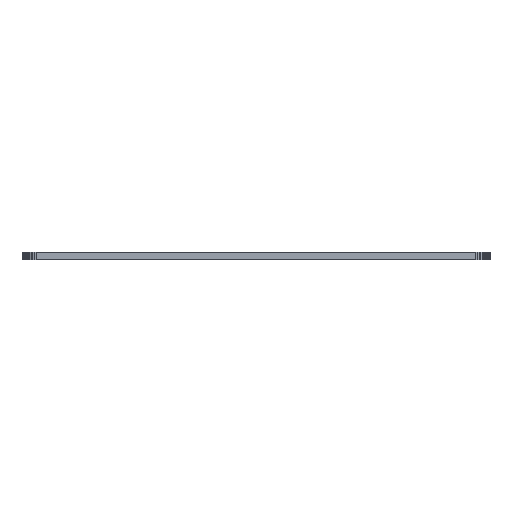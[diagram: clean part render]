
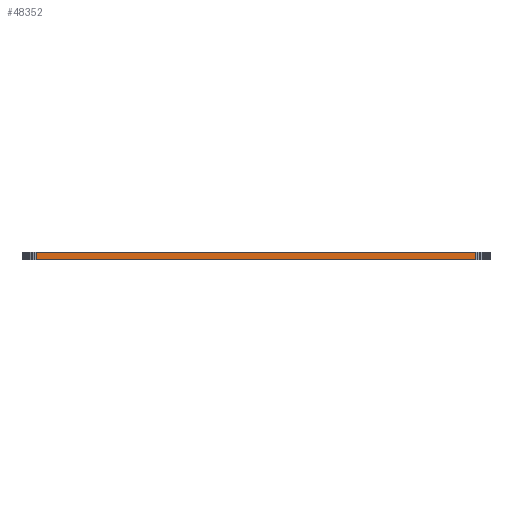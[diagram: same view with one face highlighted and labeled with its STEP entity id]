
A CAD part, left-side view. The second image highlights one B-rep face of the part: STEP entity #48352.
In plain terms, the highlighted planar face has unit normal (-1, 0, 0).
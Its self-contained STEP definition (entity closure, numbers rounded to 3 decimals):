
#90 = PLANE('',#91);
#91 = AXIS2_PLACEMENT_3D('',#92,#93,#94);
#92 = CARTESIAN_POINT('',(147.9,-105.1,1.6));
#93 = DIRECTION('',(-0.,-0.,-1.));
#94 = DIRECTION('',(-1.,0.,0.));
#144 = PLANE('',#145);
#145 = AXIS2_PLACEMENT_3D('',#146,#147,#148);
#146 = CARTESIAN_POINT('',(147.9,-105.1,0.));
#147 = DIRECTION('',(-0.,-0.,-1.));
#148 = DIRECTION('',(-1.,0.,0.));
#1429 = VERTEX_POINT('',#1430);
#1430 = CARTESIAN_POINT('',(67.9,-152.1,0.));
#1444 = PLANE('',#1445);
#1445 = AXIS2_PLACEMENT_3D('',#1446,#1447,#1448);
#1446 = CARTESIAN_POINT('',(67.919,-152.436,0.));
#1447 = DIRECTION('',(-0.998,-0.056,0.));
#1448 = DIRECTION('',(-0.056,0.998,0.));
#1456 = EDGE_CURVE('',#1429,#1457,#1459,.T.);
#1457 = VERTEX_POINT('',#1458);
#1458 = CARTESIAN_POINT('',(67.9,-58.1,0.));
#1459 = SURFACE_CURVE('',#1460,(#1464,#1471),.PCURVE_S1.);
#1460 = LINE('',#1461,#1462);
#1461 = CARTESIAN_POINT('',(67.9,-152.1,0.));
#1462 = VECTOR('',#1463,1.);
#1463 = DIRECTION('',(0.,1.,0.));
#1464 = PCURVE('',#144,#1465);
#1465 = DEFINITIONAL_REPRESENTATION('',(#1466),#1470);
#1466 = LINE('',#1467,#1468);
#1467 = CARTESIAN_POINT('',(80.,-47.));
#1468 = VECTOR('',#1469,1.);
#1469 = DIRECTION('',(0.,1.));
#1470 = ( GEOMETRIC_REPRESENTATION_CONTEXT(2) 
PARAMETRIC_REPRESENTATION_CONTEXT() REPRESENTATION_CONTEXT('2D SPACE',''
  ) );
#1471 = PCURVE('',#1472,#1477);
#1472 = PLANE('',#1473);
#1473 = AXIS2_PLACEMENT_3D('',#1474,#1475,#1476);
#1474 = CARTESIAN_POINT('',(67.9,-152.1,0.));
#1475 = DIRECTION('',(-1.,0.,0.));
#1476 = DIRECTION('',(0.,1.,0.));
#1477 = DEFINITIONAL_REPRESENTATION('',(#1478),#1482);
#1478 = LINE('',#1479,#1480);
#1479 = CARTESIAN_POINT('',(0.,0.));
#1480 = VECTOR('',#1481,1.);
#1481 = DIRECTION('',(1.,0.));
#1482 = ( GEOMETRIC_REPRESENTATION_CONTEXT(2) 
PARAMETRIC_REPRESENTATION_CONTEXT() REPRESENTATION_CONTEXT('2D SPACE',''
  ) );
#1500 = PLANE('',#1501);
#1501 = AXIS2_PLACEMENT_3D('',#1502,#1503,#1504);
#1502 = CARTESIAN_POINT('',(67.9,-58.1,0.));
#1503 = DIRECTION('',(-0.998,0.056,0.));
#1504 = DIRECTION('',(0.056,0.998,0.));
#26694 = VERTEX_POINT('',#26695);
#26695 = CARTESIAN_POINT('',(67.9,-152.1,1.6));
#26716 = EDGE_CURVE('',#26694,#26717,#26719,.T.);
#26717 = VERTEX_POINT('',#26718);
#26718 = CARTESIAN_POINT('',(67.9,-58.1,1.6));
#26719 = SURFACE_CURVE('',#26720,(#26724,#26731),.PCURVE_S1.);
#26720 = LINE('',#26721,#26722);
#26721 = CARTESIAN_POINT('',(67.9,-152.1,1.6));
#26722 = VECTOR('',#26723,1.);
#26723 = DIRECTION('',(0.,1.,0.));
#26724 = PCURVE('',#90,#26725);
#26725 = DEFINITIONAL_REPRESENTATION('',(#26726),#26730);
#26726 = LINE('',#26727,#26728);
#26727 = CARTESIAN_POINT('',(80.,-47.));
#26728 = VECTOR('',#26729,1.);
#26729 = DIRECTION('',(0.,1.));
#26730 = ( GEOMETRIC_REPRESENTATION_CONTEXT(2) 
PARAMETRIC_REPRESENTATION_CONTEXT() REPRESENTATION_CONTEXT('2D SPACE',''
  ) );
#26731 = PCURVE('',#1472,#26732);
#26732 = DEFINITIONAL_REPRESENTATION('',(#26733),#26737);
#26733 = LINE('',#26734,#26735);
#26734 = CARTESIAN_POINT('',(0.,-1.6));
#26735 = VECTOR('',#26736,1.);
#26736 = DIRECTION('',(1.,0.));
#26737 = ( GEOMETRIC_REPRESENTATION_CONTEXT(2) 
PARAMETRIC_REPRESENTATION_CONTEXT() REPRESENTATION_CONTEXT('2D SPACE',''
  ) );
#48302 = EDGE_CURVE('',#1457,#26717,#48303,.T.);
#48303 = SURFACE_CURVE('',#48304,(#48308,#48315),.PCURVE_S1.);
#48304 = LINE('',#48305,#48306);
#48305 = CARTESIAN_POINT('',(67.9,-58.1,0.));
#48306 = VECTOR('',#48307,1.);
#48307 = DIRECTION('',(0.,0.,1.));
#48308 = PCURVE('',#1500,#48309);
#48309 = DEFINITIONAL_REPRESENTATION('',(#48310),#48314);
#48310 = LINE('',#48311,#48312);
#48311 = CARTESIAN_POINT('',(0.,0.));
#48312 = VECTOR('',#48313,1.);
#48313 = DIRECTION('',(0.,-1.));
#48314 = ( GEOMETRIC_REPRESENTATION_CONTEXT(2) 
PARAMETRIC_REPRESENTATION_CONTEXT() REPRESENTATION_CONTEXT('2D SPACE',''
  ) );
#48315 = PCURVE('',#1472,#48316);
#48316 = DEFINITIONAL_REPRESENTATION('',(#48317),#48321);
#48317 = LINE('',#48318,#48319);
#48318 = CARTESIAN_POINT('',(94.,0.));
#48319 = VECTOR('',#48320,1.);
#48320 = DIRECTION('',(0.,-1.));
#48321 = ( GEOMETRIC_REPRESENTATION_CONTEXT(2) 
PARAMETRIC_REPRESENTATION_CONTEXT() REPRESENTATION_CONTEXT('2D SPACE',''
  ) );
#48352 = ADVANCED_FACE('',(#48353),#1472,.T.);
#48353 = FACE_BOUND('',#48354,.T.);
#48354 = EDGE_LOOP('',(#48355,#48376,#48377,#48378));
#48355 = ORIENTED_EDGE('',*,*,#48356,.T.);
#48356 = EDGE_CURVE('',#1429,#26694,#48357,.T.);
#48357 = SURFACE_CURVE('',#48358,(#48362,#48369),.PCURVE_S1.);
#48358 = LINE('',#48359,#48360);
#48359 = CARTESIAN_POINT('',(67.9,-152.1,0.));
#48360 = VECTOR('',#48361,1.);
#48361 = DIRECTION('',(0.,0.,1.));
#48362 = PCURVE('',#1472,#48363);
#48363 = DEFINITIONAL_REPRESENTATION('',(#48364),#48368);
#48364 = LINE('',#48365,#48366);
#48365 = CARTESIAN_POINT('',(0.,0.));
#48366 = VECTOR('',#48367,1.);
#48367 = DIRECTION('',(0.,-1.));
#48368 = ( GEOMETRIC_REPRESENTATION_CONTEXT(2) 
PARAMETRIC_REPRESENTATION_CONTEXT() REPRESENTATION_CONTEXT('2D SPACE',''
  ) );
#48369 = PCURVE('',#1444,#48370);
#48370 = DEFINITIONAL_REPRESENTATION('',(#48371),#48375);
#48371 = LINE('',#48372,#48373);
#48372 = CARTESIAN_POINT('',(0.336,0.));
#48373 = VECTOR('',#48374,1.);
#48374 = DIRECTION('',(0.,-1.));
#48375 = ( GEOMETRIC_REPRESENTATION_CONTEXT(2) 
PARAMETRIC_REPRESENTATION_CONTEXT() REPRESENTATION_CONTEXT('2D SPACE',''
  ) );
#48376 = ORIENTED_EDGE('',*,*,#26716,.T.);
#48377 = ORIENTED_EDGE('',*,*,#48302,.F.);
#48378 = ORIENTED_EDGE('',*,*,#1456,.F.);
